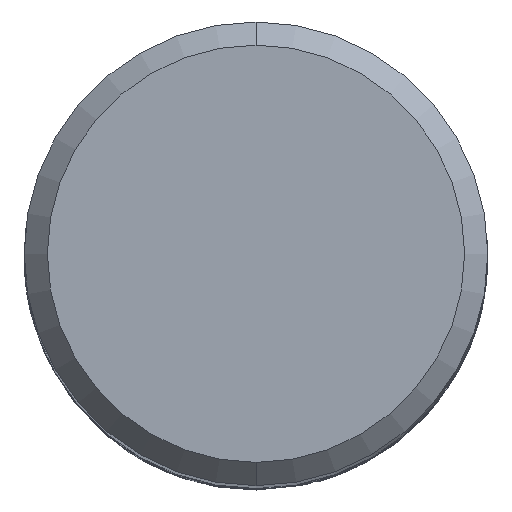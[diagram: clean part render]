
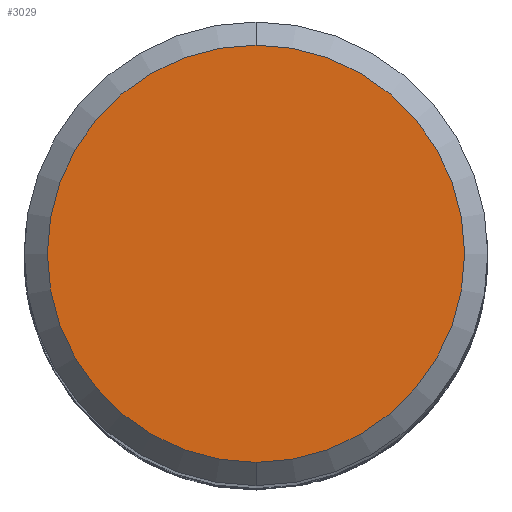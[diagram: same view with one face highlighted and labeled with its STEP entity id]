
A CAD part, top view. The second image highlights one B-rep face of the part: STEP entity #3029.
In plain terms, the highlighted planar face has unit normal (0, 0, 1).
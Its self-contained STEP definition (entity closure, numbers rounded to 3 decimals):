
#1579=EDGE_CURVE('',#1829,#2715,#4098,.T.);
#1829=VERTEX_POINT('',#4365);
#2715=VERTEX_POINT('',#5324);
#3029=ADVANCED_FACE('',(#5665),#5666,.T.);
#3255=EDGE_CURVE('',#2715,#1829,#5912,.T.);
#4098=CIRCLE('',#9017,7.2);
#4365=CARTESIAN_POINT('',(0.,-7.2,0.0));
#5324=CARTESIAN_POINT('',(0.0,7.2,0.0));
#5665=FACE_OUTER_BOUND('',#23079,.T.);
#5666=PLANE('',#23080);
#5912=CIRCLE('',#25436,7.2);
#9017=AXIS2_PLACEMENT_3D('',#31681,#31682,#31683);
#23079=EDGE_LOOP('',(#33203,#33204));
#23080=AXIS2_PLACEMENT_3D('',#33205,#33206,#33207);
#25436=AXIS2_PLACEMENT_3D('',#33492,#33493,#33494);
#31681=CARTESIAN_POINT('',(0.0,0.0,0.0));
#31682=DIRECTION('',(0.0,0.0,-1.0));
#31683=DIRECTION('',(0.0,1.0,0.0));
#33203=ORIENTED_EDGE('',*,*,#3255,.F.);
#33204=ORIENTED_EDGE('',*,*,#1579,.F.);
#33205=CARTESIAN_POINT('',(0.0,3.6,0.0));
#33206=DIRECTION('',(-0.0,0.0,1.0));
#33207=DIRECTION('',(0.0,-1.0,0.0));
#33492=CARTESIAN_POINT('',(0.0,0.0,0.0));
#33493=DIRECTION('',(0.0,0.0,-1.0));
#33494=DIRECTION('',(0.0,1.0,0.0));
